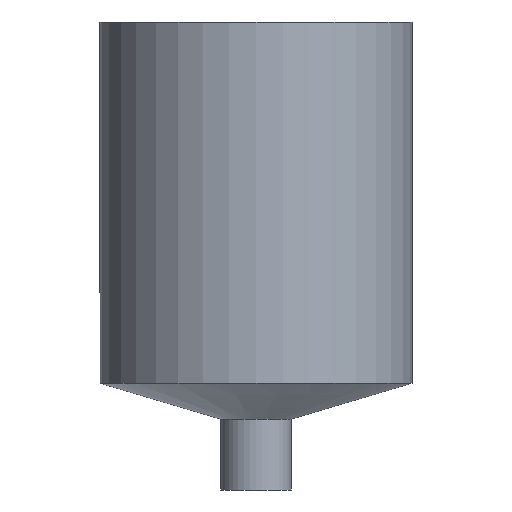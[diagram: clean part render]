
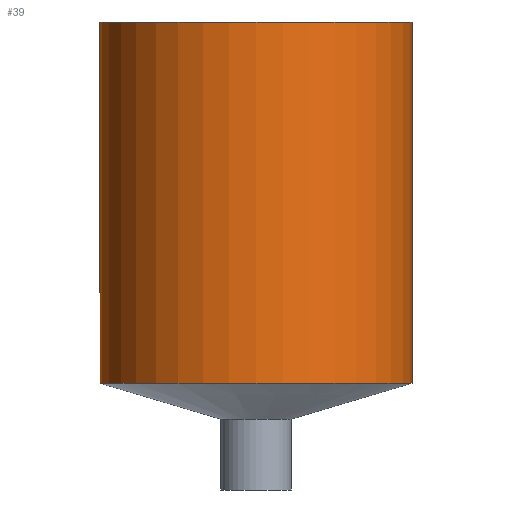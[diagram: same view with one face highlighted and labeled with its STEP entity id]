
A CAD part, front view. The second image highlights one B-rep face of the part: STEP entity #39.
In plain terms, the highlighted cylindrical face has radius 11 mm (diameter 22 mm), a full revolution.
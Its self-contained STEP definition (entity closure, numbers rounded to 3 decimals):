
#39 = ADVANCED_FACE( '', ( #82, #83 ), #84, .T. );
#82 = FACE_OUTER_BOUND( '', #133, .T. );
#83 = FACE_OUTER_BOUND( '', #134, .T. );
#84 = CYLINDRICAL_SURFACE( '', #135, 11. );
#133 = EDGE_LOOP( '', ( #182 ) );
#134 = EDGE_LOOP( '', ( #183 ) );
#135 = AXIS2_PLACEMENT_3D( '', #184, #185, #186 );
#182 = ORIENTED_EDGE( '', *, *, #242, .T. );
#183 = ORIENTED_EDGE( '', *, *, #243, .F. );
#184 = CARTESIAN_POINT( '', ( 0., 0., 0. ) );
#185 = DIRECTION( '', ( 0., 0., -1. ) );
#186 = DIRECTION( '', ( 1., 0., 0. ) );
#242 = EDGE_CURVE( '', #268, #268, #269, .T. );
#243 = EDGE_CURVE( '', #270, #270, #271, .T. );
#268 = VERTEX_POINT( '', #301 );
#269 = CIRCLE( '', #302, 11. );
#270 = VERTEX_POINT( '', #303 );
#271 = CIRCLE( '', #304, 11. );
#301 = CARTESIAN_POINT( '', ( 11., 0., 7.522 ) );
#302 = AXIS2_PLACEMENT_3D( '', #335, #336, #337 );
#303 = CARTESIAN_POINT( '', ( 11., 0., 33. ) );
#304 = AXIS2_PLACEMENT_3D( '', #338, #339, #340 );
#335 = CARTESIAN_POINT( '', ( 0., 0., 7.522 ) );
#336 = DIRECTION( '', ( 0., 0., 1. ) );
#337 = DIRECTION( '', ( 1., 0., 0. ) );
#338 = CARTESIAN_POINT( '', ( 0., 0., 33. ) );
#339 = DIRECTION( '', ( 0., 0., 1. ) );
#340 = DIRECTION( '', ( 1., 0., 0. ) );
